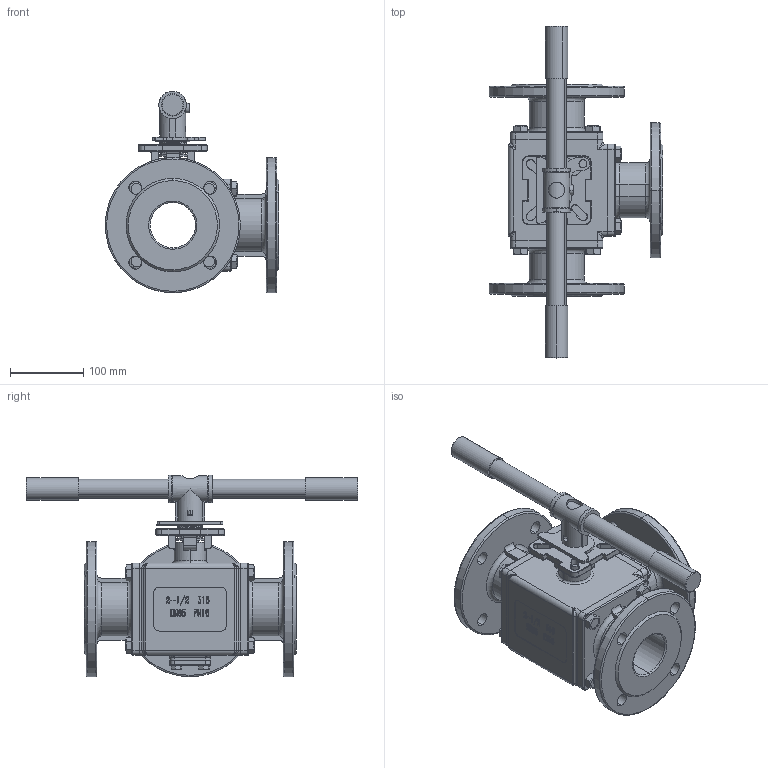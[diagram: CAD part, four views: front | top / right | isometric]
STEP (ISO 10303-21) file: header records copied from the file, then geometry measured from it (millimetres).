
FILE_DESCRIPTION(/* description */ ('Unknown','CAx-IF Rec.Pracs.---Representation and Presentation of Product Manufacturing Information (PMI)---4.0---2014-10-13','CAx-IF Rec.Pracs.---3D Tessellated Geometry---0.4---2014-09-14','2;1'),/* implementation_level */ '2;1');
FILE_NAME(/* name */ '9342_9343-10',/* time_stamp */ '2023-12-06T10:53:52+01:00',/* author */ ('Unknown'),/* organization */ ('Unknown'),/* preprocessor_version */ 'ST-DEVELOPER v18.102',/* originating_system */ 'Solid Edge',/* authorisation */ 'Unknown');
FILE_SCHEMA (('AP242_MANAGED_MODEL_BASED_3D_ENGINEERING_MIM_LF { 1 0 10303 442 1 1 4 }'));
Length unit declared in the file: millimetre
Products named in the file (18): MV-87DT DN65; 概极; 嘐隅粣; 概裔; 嘐隅粣蹟邡; 固定球套; 概裝; 粣杶; MV-85L-DD-DN65; MV-85L-FGM-DN65; MV-85L-PD-DN65; MV-85L-FS-DN65; 癹弇え; 极裔蟈諉蹟邡; 概裝蹟邡; 忒梟; 階佪; 忒梟杶
Assembly tree (35 placements, depth 2):
  MV-87DT DN65
    概极
    嘐隅粣
    概裔  x3
    嘐隅粣蹟邡  x4
    固定球套
    概裝
    粣杶
    MV-85L-DD-DN65  x2
    MV-85L-FGM-DN65
    MV-85L-PD-DN65
    MV-85L-FS-DN65
    癹弇え
    极裔蟈諉蹟邡  x12
    概裝蹟邡
    忒梟
    階佪
    忒梟杶  x2
Bounding box: 237.5 x 454 x 275.65 mm (x, y, z)
Volume: 3153981.6 mm3; surface area: 721280.7 mm2
Topology: 35 solids, 35 shells, 1423 faces, 3582 edges, 2284 vertices
Faces by surface type: plane 649, cylinder 439, cone 143, bspline 120, torus 72
Entity records: 40368 total; most frequent: CARTESIAN_POINT 15302, ORIENTED_EDGE 5284, DIRECTION 4759, EDGE_CURVE 2642, VERTEX_POINT 1694, AXIS2_PLACEMENT_3D 1642, LINE 1475, VECTOR 1475
